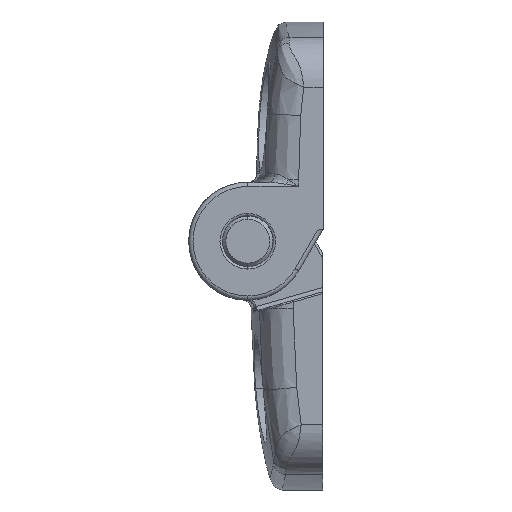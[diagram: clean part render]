
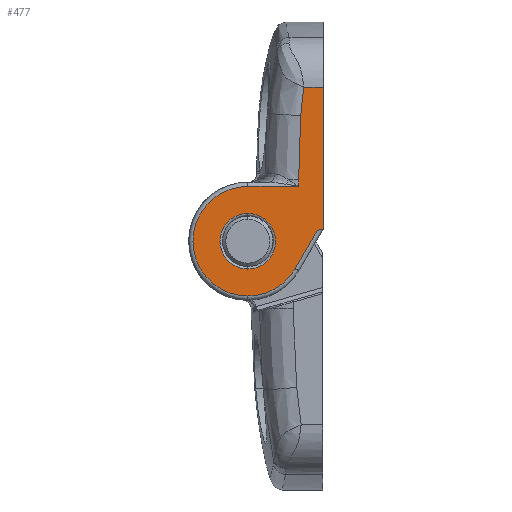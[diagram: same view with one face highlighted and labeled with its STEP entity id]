
A CAD part, left-side view. The second image highlights one B-rep face of the part: STEP entity #477.
In plain terms, the highlighted planar face has unit normal (-1, 0, 0).
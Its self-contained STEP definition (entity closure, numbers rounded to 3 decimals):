
#477=ADVANCED_FACE('NONE',(#1027,#1028),#1029,.F.);
#1027=FACE_OUTER_BOUND('',#2733,.T.);
#1028=FACE_BOUND('',#2734,.T.);
#1029=PLANE('',#2735);
#2733=EDGE_LOOP('',(#4557,#4558,#4559,#4560,#4561,#4562,#4563,#4564,#4565,#4566));
#2734=EDGE_LOOP('',(#4567,#4568));
#2735=AXIS2_PLACEMENT_3D('',#4569,#4570,#4571);
#4557=ORIENTED_EDGE('',*,*,#5626,.T.);
#4558=ORIENTED_EDGE('',*,*,#5666,.F.);
#4559=ORIENTED_EDGE('',*,*,#5667,.T.);
#4560=ORIENTED_EDGE('',*,*,#5668,.T.);
#4561=ORIENTED_EDGE('',*,*,#5669,.T.);
#4562=ORIENTED_EDGE('',*,*,#5670,.T.);
#4563=ORIENTED_EDGE('',*,*,#5671,.T.);
#4564=ORIENTED_EDGE('',*,*,#5587,.T.);
#4565=ORIENTED_EDGE('',*,*,#5672,.T.);
#4566=ORIENTED_EDGE('',*,*,#5673,.F.);
#4567=ORIENTED_EDGE('',*,*,#5574,.T.);
#4568=ORIENTED_EDGE('',*,*,#5674,.T.);
#4569=CARTESIAN_POINT('',(-24.1,7.85,-10.));
#4570=DIRECTION('',(1.0,0.,0.));
#4571=DIRECTION('',(0.,0.,-1.0));
#5574=EDGE_CURVE('NONE',#6431,#6429,#6432,.T.);
#5587=EDGE_CURVE('NONE',#6451,#6452,#6453,.T.);
#5626=EDGE_CURVE('NONE',#6518,#6516,#6519,.T.);
#5666=EDGE_CURVE('NONE',#6581,#6516,#6582,.T.);
#5667=EDGE_CURVE('NONE',#6581,#6583,#6584,.T.);
#5668=EDGE_CURVE('NONE',#6583,#6585,#6586,.T.);
#5669=EDGE_CURVE('NONE',#6585,#6587,#6588,.T.);
#5670=EDGE_CURVE('NONE',#6587,#6589,#6590,.T.);
#5671=EDGE_CURVE('NONE',#6589,#6451,#6591,.T.);
#5672=EDGE_CURVE('NONE',#6452,#6592,#6593,.T.);
#5673=EDGE_CURVE('NONE',#6518,#6592,#6594,.T.);
#5674=EDGE_CURVE('NONE',#6429,#6431,#6595,.T.);
#6429=VERTEX_POINT('NONE',#8462);
#6431=VERTEX_POINT('NONE',#8464);
#6432=CIRCLE('',#8465,3.3);
#6451=VERTEX_POINT('NONE',#8488);
#6452=VERTEX_POINT('NONE',#8489);
#6453=CIRCLE('',#8490,6.5);
#6516=VERTEX_POINT('NONE',#8647);
#6518=VERTEX_POINT('NONE',#8649);
#6519=LINE('',#8650,#8651);
#6581=VERTEX_POINT('NONE',#8822);
#6582=LINE('',#8823,#8824);
#6583=VERTEX_POINT('NONE',#8825);
#6584=B_SPLINE_CURVE_WITH_KNOTS('',3,(#8826,#8827,#8828,#8829),.UNSPECIFIED.,.F.,.F.,(4,4),(0.005,0.008),.UNSPECIFIED.);
#6585=VERTEX_POINT('NONE',#8830);
#6586=B_SPLINE_CURVE_WITH_KNOTS('',3,(#8831,#8832,#8833,#8834),.UNSPECIFIED.,.F.,.F.,(4,4),(0.,0.008),.UNSPECIFIED.);
#6587=VERTEX_POINT('NONE',#8835);
#6588=LINE('',#8836,#8837);
#6589=VERTEX_POINT('NONE',#8838);
#6590=LINE('',#8839,#8840);
#6591=CIRCLE('',#8841,6.5);
#6592=VERTEX_POINT('NONE',#8842);
#6593=LINE('',#8843,#8844);
#6594=B_SPLINE_CURVE_WITH_KNOTS('',3,(#8845,#8846,#8847,#8848),.UNSPECIFIED.,.F.,.F.,(4,4),(0.014,0.015),.UNSPECIFIED.);
#6595=CIRCLE('',#8849,3.3);
#8462=CARTESIAN_POINT('',(-24.1,8.9,3.3));
#8464=CARTESIAN_POINT('',(-24.1,8.9,-3.3));
#8465=AXIS2_PLACEMENT_3D('',#10068,#10069,#10070);
#8488=CARTESIAN_POINT('',(-24.1,8.9,-6.5));
#8489=CARTESIAN_POINT('',(-24.1,3.271,-3.25));
#8490=AXIS2_PLACEMENT_3D('',#10090,#10091,#10092);
#8647=CARTESIAN_POINT('',(-24.1,-0.05,18.261));
#8649=CARTESIAN_POINT('',(-24.1,-0.05,1.432));
#8650=CARTESIAN_POINT('',(-24.1,-0.05,-1.134));
#8651=VECTOR('',#10142,1000.0);
#8822=CARTESIAN_POINT('',(-24.1,2.261,18.261));
#8823=CARTESIAN_POINT('',(-24.1,15.9,18.261));
#8824=VECTOR('',#10169,1000.0);
#8825=CARTESIAN_POINT('',(-24.1,2.627,14.899));
#8826=CARTESIAN_POINT('',(-24.1,2.261,18.261));
#8827=CARTESIAN_POINT('',(-24.1,2.433,17.149));
#8828=CARTESIAN_POINT('',(-24.1,2.555,16.028));
#8829=CARTESIAN_POINT('',(-24.1,2.627,14.899));
#8830=CARTESIAN_POINT('',(-24.1,2.867,7.3));
#8831=CARTESIAN_POINT('',(-24.1,2.627,14.899));
#8832=CARTESIAN_POINT('',(-24.1,2.787,12.368));
#8833=CARTESIAN_POINT('',(-24.1,2.867,9.835));
#8834=CARTESIAN_POINT('',(-24.1,2.867,7.3));
#8835=CARTESIAN_POINT('',(-24.1,2.867,6.5));
#8836=CARTESIAN_POINT('',(-24.1,2.867,-10.));
#8837=VECTOR('',#10170,1000.0);
#8838=CARTESIAN_POINT('',(-24.1,8.9,6.5));
#8839=CARTESIAN_POINT('',(-24.1,7.85,6.5));
#8840=VECTOR('',#10171,1000.0);
#8841=AXIS2_PLACEMENT_3D('',#10172,#10173,#10174);
#8842=CARTESIAN_POINT('',(-24.1,0.657,1.277));
#8843=CARTESIAN_POINT('',(-24.1,7.338,-10.295));
#8844=VECTOR('',#10175,1000.0);
#8845=CARTESIAN_POINT('',(-24.1,-0.05,1.432));
#8846=CARTESIAN_POINT('',(-24.1,0.186,1.38));
#8847=CARTESIAN_POINT('',(-24.1,0.422,1.328));
#8848=CARTESIAN_POINT('',(-24.1,0.657,1.277));
#8849=AXIS2_PLACEMENT_3D('',#10176,#10177,#10178);
#10068=CARTESIAN_POINT('',(-24.1,8.9,0.));
#10069=DIRECTION('',(1.0,0.,0.));
#10070=DIRECTION('',(0.,0.,-1.0));
#10090=CARTESIAN_POINT('',(-24.1,8.9,0.));
#10091=DIRECTION('',(-1.0,0.,0.));
#10092=DIRECTION('',(0.,0.,-1.0));
#10142=DIRECTION('',(0.,0.0,1.0));
#10169=DIRECTION('',(0.,-1.0,0.));
#10170=DIRECTION('',(0.,0.0,-1.0));
#10171=DIRECTION('',(0.,1.0,0.));
#10172=CARTESIAN_POINT('',(-24.1,8.9,0.));
#10173=DIRECTION('',(-1.0,0.,0.));
#10174=DIRECTION('',(0.,0.,-1.0));
#10175=DIRECTION('',(0.,-0.5,0.866));
#10176=CARTESIAN_POINT('',(-24.1,8.9,0.));
#10177=DIRECTION('',(1.0,0.,0.));
#10178=DIRECTION('',(0.,0.,-1.0));
